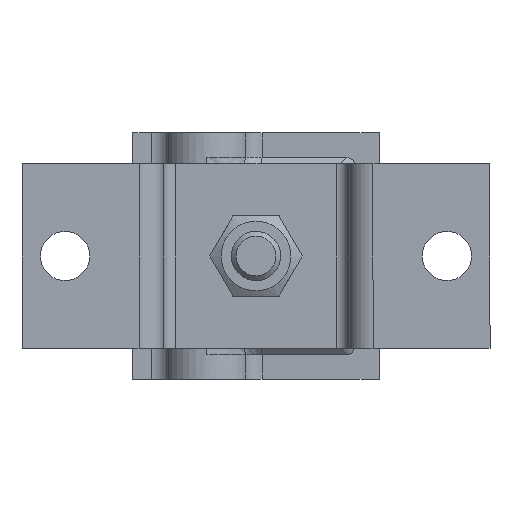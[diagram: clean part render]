
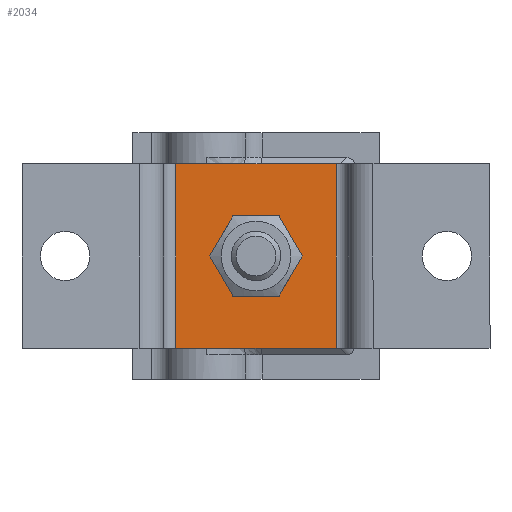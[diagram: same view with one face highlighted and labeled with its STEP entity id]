
A CAD part, front view. The second image highlights one B-rep face of the part: STEP entity #2034.
In plain terms, the highlighted planar face has unit normal (0, -1, 0).
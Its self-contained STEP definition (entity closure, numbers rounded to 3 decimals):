
#128=FACE_BOUND('',#363,.T.);
#154=PLANE('',#2291);
#230=FACE_OUTER_BOUND('',#362,.T.);
#362=EDGE_LOOP('',(#1450,#1451,#1452,#1453));
#363=EDGE_LOOP('',(#1454));
#500=LINE('',#3100,#669);
#509=LINE('',#3122,#678);
#511=LINE('',#3128,#680);
#515=LINE('',#3141,#684);
#669=VECTOR('',#2527,10.);
#678=VECTOR('',#2552,10.);
#680=VECTOR('',#2560,10.);
#684=VECTOR('',#2576,10.);
#814=CIRCLE('',#2251,5.);
#887=VERTEX_POINT('',#3030);
#908=VERTEX_POINT('',#3097);
#909=VERTEX_POINT('',#3099);
#914=VERTEX_POINT('',#3121);
#915=VERTEX_POINT('',#3127);
#1059=EDGE_CURVE('',#887,#887,#814,.T.);
#1093=EDGE_CURVE('',#908,#909,#500,.T.);
#1104=EDGE_CURVE('',#914,#909,#509,.T.);
#1107=EDGE_CURVE('',#915,#914,#511,.T.);
#1114=EDGE_CURVE('',#915,#908,#515,.T.);
#1450=ORIENTED_EDGE('',*,*,#1093,.F.);
#1451=ORIENTED_EDGE('',*,*,#1114,.F.);
#1452=ORIENTED_EDGE('',*,*,#1107,.T.);
#1453=ORIENTED_EDGE('',*,*,#1104,.T.);
#1454=ORIENTED_EDGE('',*,*,#1059,.T.);
#2034=ADVANCED_FACE('',(#230,#128),#154,.F.);
#2251=AXIS2_PLACEMENT_3D('',#3032,#2459,#2460);
#2291=AXIS2_PLACEMENT_3D('',#3150,#2583,#2584);
#2459=DIRECTION('center_axis',(0.,1.,0.));
#2460=DIRECTION('ref_axis',(1.,0.,0.));
#2527=DIRECTION('',(0.,0.,-1.));
#2552=DIRECTION('',(1.,0.,0.));
#2560=DIRECTION('',(0.,0.,-1.));
#2576=DIRECTION('',(1.,0.,0.));
#2583=DIRECTION('center_axis',(0.,1.,0.));
#2584=DIRECTION('ref_axis',(0.,0.,
1.));
#3030=CARTESIAN_POINT('',(-5.,-2.,15.));
#3032=CARTESIAN_POINT('Origin',(0.,-2.,
15.));
#3097=CARTESIAN_POINT('',(13.,-2.,30.));
#3099=CARTESIAN_POINT('',(13.,-2.,0.));
#3100=CARTESIAN_POINT('',(13.,-2.,15.));
#3121=CARTESIAN_POINT('',(-13.,-2.,0.));
#3122=CARTESIAN_POINT('',(-55.048,-2.,0.));
#3127=CARTESIAN_POINT('',(-13.,-2.,30.));
#3128=CARTESIAN_POINT('',(-13.,-2.,15.));
#3141=CARTESIAN_POINT('',(-55.048,-2.,30.));
#3150=CARTESIAN_POINT('Origin',(0.,-2.,
15.));
